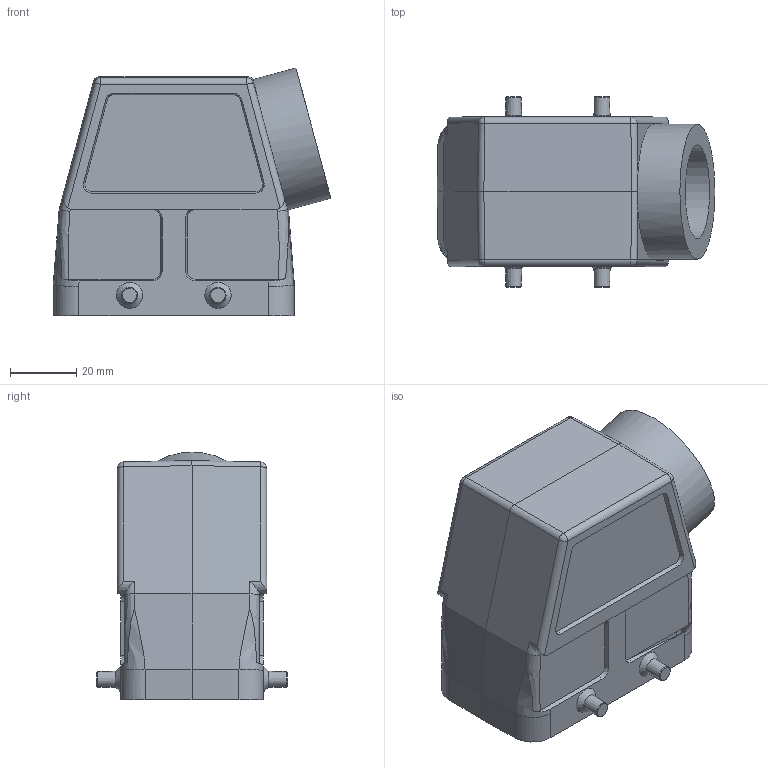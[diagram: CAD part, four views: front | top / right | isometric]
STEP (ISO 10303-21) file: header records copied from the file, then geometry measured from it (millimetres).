
FILE_DESCRIPTION(/* description */ (''),/* implementation_level */ '2;1');
FILE_NAME(/* name */ '100511642ugm000_c.stp',/* time_stamp */ '2019-08-01T07:54:43+02:00',/* author */ (''),/* organization */ (''),/* preprocessor_version */ 'ST-DEVELOPER v16.7',/* originating_system */ 'SIEMENS PLM Software NX 12.0',/* authorisation */ '');
FILE_SCHEMA (('AUTOMOTIVE_DESIGN { 1 0 10303 214 3 1 1 1 }'));
Length unit declared in the file: millimetre
Products named in the file (1): 100511642ugm000_c
Bounding box: 83.56 x 57.2 x 74.61 mm (x, y, z)
Volume: 68353.6 mm3; surface area: 35929.9 mm2
Topology: 1 solids, 1 shells, 291 faces, 761 edges, 491 vertices
Faces by surface type: plane 166, cylinder 54, cone 42, bspline 19, sphere 10
Full cylindrical faces by diameter (mm): 3 x4, 24 x1, 28.3 x1, 40.6 x1
Entity records: 10736 total; most frequent: CARTESIAN_POINT 3179, ORIENTED_EDGE 1440, DIRECTION 1329, EDGE_CURVE 720, VERTEX_POINT 482, LINE 447, VECTOR 447, AXIS2_PLACEMENT_3D 441
